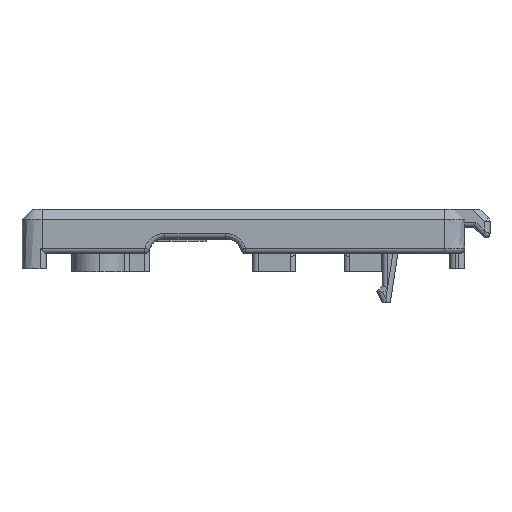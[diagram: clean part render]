
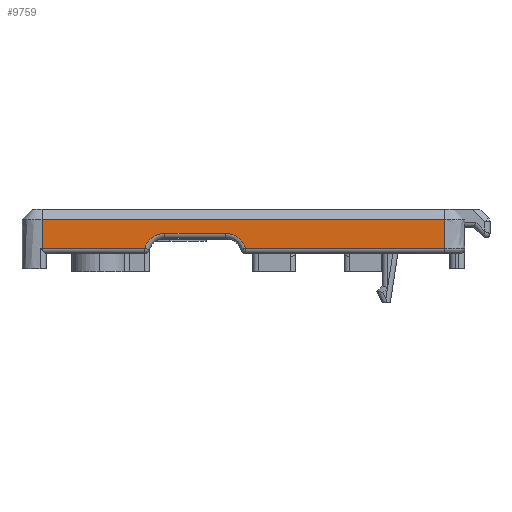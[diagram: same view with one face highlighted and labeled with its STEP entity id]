
A CAD part, left-side view. The second image highlights one B-rep face of the part: STEP entity #9759.
In plain terms, the highlighted planar face has unit normal (-1, 0, 0).
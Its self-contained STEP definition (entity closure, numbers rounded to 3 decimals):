
#267 = FACE_OUTER_BOUND ( 'NONE', #12389, .T. ) ;
#306 = CIRCLE ( 'NONE', #8514, 2.1 ) ;
#348 = DIRECTION ( 'NONE',  ( 0., -1., 0. ) ) ;
#390 = CIRCLE ( 'NONE', #2259, 2.1 ) ;
#464 = DIRECTION ( 'NONE',  ( 0., 0., -1. ) ) ;
#954 = CARTESIAN_POINT ( 'NONE',  ( -45.05, -0.212, -2.4 ) ) ;
#1377 = CARTESIAN_POINT ( 'NONE',  ( -45.05, -20., -0.467 ) ) ;
#1881 = B_SPLINE_CURVE_WITH_KNOTS ( 'NONE', 3,
 ( #2403, #11356, #1377, #5861 ),
 .UNSPECIFIED., .F., .F.,
 ( 4, 4 ),
 ( 0.339, 0.831 ),
 .UNSPECIFIED. ) ;
#2247 = ORIENTED_EDGE ( 'NONE', *, *, #11058, .T. ) ;
#2259 = AXIS2_PLACEMENT_3D ( 'NONE', #7004, #9423, #464 ) ;
#2403 = CARTESIAN_POINT ( 'NONE',  ( -45.05, -20., -2.4 ) ) ;
#2460 = LINE ( 'NONE', #4513, #14150 ) ;
#2629 = CARTESIAN_POINT ( 'NONE',  ( -45.05, 9.812, -2.4 ) ) ;
#2960 = ORIENTED_EDGE ( 'NONE', *, *, #12366, .T. ) ;
#3072 = ORIENTED_EDGE ( 'NONE', *, *, #5592, .T. ) ;
#3129 = CARTESIAN_POINT ( 'NONE',  ( -45.05, 1.8, -3. ) ) ;
#3232 = ORIENTED_EDGE ( 'NONE', *, *, #11024, .T. ) ;
#3496 = DIRECTION ( 'NONE',  ( 0., 0., -1. ) ) ;
#3895 = CARTESIAN_POINT ( 'NONE',  ( -45.05, 7.8, -0.9 ) ) ;
#3988 = ORIENTED_EDGE ( 'NONE', *, *, #8589, .T. ) ;
#4106 = CARTESIAN_POINT ( 'NONE',  ( -45.05, -22., -2.4 ) ) ;
#4287 = VERTEX_POINT ( 'NONE', #11726 ) ;
#4424 = EDGE_CURVE ( 'NONE', #13019, #13498, #2460, .T. ) ;
#4513 = CARTESIAN_POINT ( 'NONE',  ( -45.05, -22., 0.5 ) ) ;
#4747 = DIRECTION ( 'NONE',  ( 1., 0., 0. ) ) ;
#5436 = CARTESIAN_POINT ( 'NONE',  ( -45.05, 20., 0.5 ) ) ;
#5592 = EDGE_CURVE ( 'NONE', #7614, #13435, #306, .T. ) ;
#5604 = CARTESIAN_POINT ( 'NONE',  ( -45.05, 1.8, -0.9 ) ) ;
#5710 = CARTESIAN_POINT ( 'NONE',  ( -45.05, 20., -1.433 ) ) ;
#5771 = CARTESIAN_POINT ( 'NONE',  ( -45.05, -22., 1.5 ) ) ;
#5786 = LINE ( 'NONE', #8213, #10560 ) ;
#5861 = CARTESIAN_POINT ( 'NONE',  ( -45.05, -20., 0.5 ) ) ;
#5919 = B_SPLINE_CURVE_WITH_KNOTS ( 'NONE', 3,
 ( #5436, #13638, #5710, #12463 ),
 .UNSPECIFIED., .F., .F.,
 ( 4, 4 ),
 ( 0.169, 0.661 ),
 .UNSPECIFIED. ) ;
#6010 = VECTOR ( 'NONE', #7490, 1000. ) ;
#6361 = VERTEX_POINT ( 'NONE', #3895 ) ;
#6597 = CARTESIAN_POINT ( 'NONE',  ( -45.05, 1.8, -0.9 ) ) ;
#7004 = CARTESIAN_POINT ( 'NONE',  ( -45.05, 7.8, -3. ) ) ;
#7490 = DIRECTION ( 'NONE',  ( 0., -1., 0. ) ) ;
#7614 = VERTEX_POINT ( 'NONE', #5604 ) ;
#7618 = DIRECTION ( 'NONE',  ( 1., 0., 0. ) ) ;
#7705 = LINE ( 'NONE', #6597, #13839 ) ;
#8034 = EDGE_CURVE ( 'NONE', #12250, #9206, #9682, .T. ) ;
#8213 = CARTESIAN_POINT ( 'NONE',  ( -45.05, -22., -2.4 ) ) ;
#8514 = AXIS2_PLACEMENT_3D ( 'NONE', #3129, #7618, #13763 ) ;
#8589 = EDGE_CURVE ( 'NONE', #9206, #6361, #390, .T. ) ;
#8751 = CARTESIAN_POINT ( 'NONE',  ( -45.05, -20., 0.5 ) ) ;
#9206 = VERTEX_POINT ( 'NONE', #2629 ) ;
#9423 = DIRECTION ( 'NONE',  ( 1., 0., 0. ) ) ;
#9682 = LINE ( 'NONE', #4106, #6010 ) ;
#9759 = ADVANCED_FACE ( 'NONE', ( #267 ), #13543, .F. ) ;
#10239 = DIRECTION ( 'NONE',  ( 0., 1., 0. ) ) ;
#10560 = VECTOR ( 'NONE', #348, 1000. ) ;
#11024 = EDGE_CURVE ( 'NONE', #13498, #12250, #5919, .T. ) ;
#11058 = EDGE_CURVE ( 'NONE', #4287, #13019, #1881, .T. ) ;
#11068 = DIRECTION ( 'NONE',  ( 0., -1., 0. ) ) ;
#11072 = CARTESIAN_POINT ( 'NONE',  ( -45.05, 20., 0.5 ) ) ;
#11356 = CARTESIAN_POINT ( 'NONE',  ( -45.05, -20., -1.433 ) ) ;
#11456 = ORIENTED_EDGE ( 'NONE', *, *, #12441, .T. ) ;
#11540 = ORIENTED_EDGE ( 'NONE', *, *, #8034, .T. ) ;
#11726 = CARTESIAN_POINT ( 'NONE',  ( -45.05, -20., -2.4 ) ) ;
#12100 = CARTESIAN_POINT ( 'NONE',  ( -45.05, 20., -2.4 ) ) ;
#12250 = VERTEX_POINT ( 'NONE', #12100 ) ;
#12366 = EDGE_CURVE ( 'NONE', #6361, #7614, #7705, .T. ) ;
#12389 = EDGE_LOOP ( 'NONE', ( #13459, #3232, #11540, #3988, #2960, #3072, #11456, #2247 ) ) ;
#12441 = EDGE_CURVE ( 'NONE', #13435, #4287, #5786, .T. ) ;
#12463 = CARTESIAN_POINT ( 'NONE',  ( -45.05, 20., -2.4 ) ) ;
#13019 = VERTEX_POINT ( 'NONE', #8751 ) ;
#13435 = VERTEX_POINT ( 'NONE', #954 ) ;
#13459 = ORIENTED_EDGE ( 'NONE', *, *, #4424, .T. ) ;
#13498 = VERTEX_POINT ( 'NONE', #11072 ) ;
#13543 = PLANE ( 'NONE',  #14480 ) ;
#13638 = CARTESIAN_POINT ( 'NONE',  ( -45.05, 20., -0.467 ) ) ;
#13763 = DIRECTION ( 'NONE',  ( 0., 0., -1. ) ) ;
#13839 = VECTOR ( 'NONE', #11068, 1000. ) ;
#14150 = VECTOR ( 'NONE', #10239, 1000. ) ;
#14480 = AXIS2_PLACEMENT_3D ( 'NONE', #5771, #4747, #3496 ) ;
